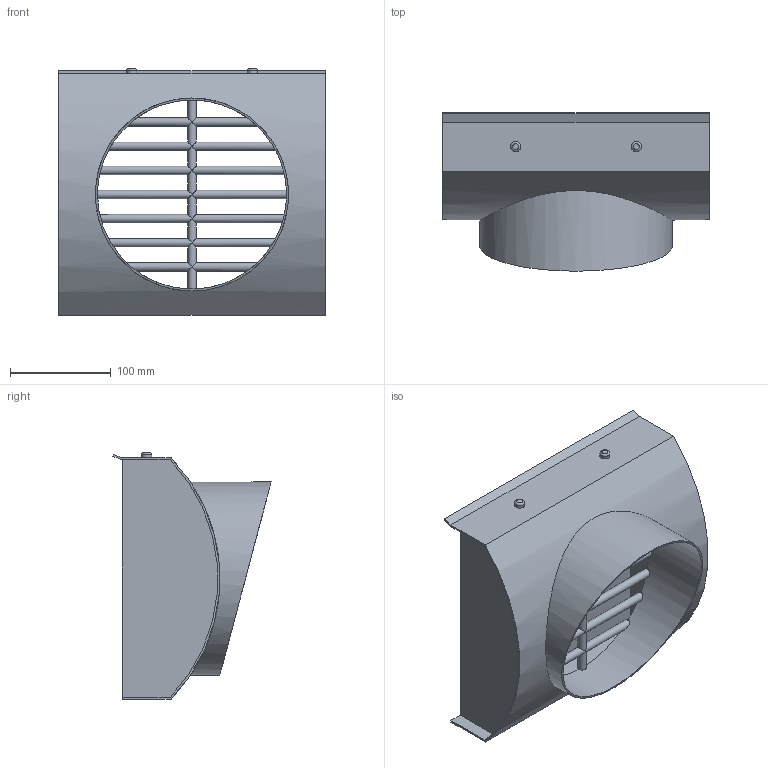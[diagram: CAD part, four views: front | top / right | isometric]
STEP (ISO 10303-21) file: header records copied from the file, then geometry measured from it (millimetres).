
FILE_DESCRIPTION(/* description */ (''),/* implementation_level */ '2;1');
FILE_NAME(/* name */ 'IP-FBF_160-03128-001.stp',/* time_stamp */ '2017-07-11T15:04:21+02:00',/* author */ ('engineering1'),/* organization */ (''),/* preprocessor_version */ 'ST-DEVELOPER v16.5',/* originating_system */ 'Autodesk Inventor 2017',/* authorisation */ '');
FILE_SCHEMA (('AUTOMOTIVE_DESIGN { 1 0 10303 214 3 1 1 }'));
Length unit declared in the file: millimetre
Products named in the file (1): FBA-1
Bounding box: 265 x 157.4 x 245 mm (x, y, z)
Volume: 417034.3 mm3; surface area: 382780.1 mm2
Topology: 1 solids, 1 shells, 73 faces, 206 edges, 111 vertices
Faces by surface type: cylinder 48, plane 23, torus 2
Full cylindrical faces by diameter (mm): 8.348 x22, 10 x2, 188 x1, 192 x3
Entity records: 2717 total; most frequent: CARTESIAN_POINT 1027, DIRECTION 353, ORIENTED_EDGE 320, EDGE_CURVE 160, AXIS2_PLACEMENT_3D 153, EDGE_LOOP 111, VERTEX_POINT 95, FACE_OUTER_BOUND 73
